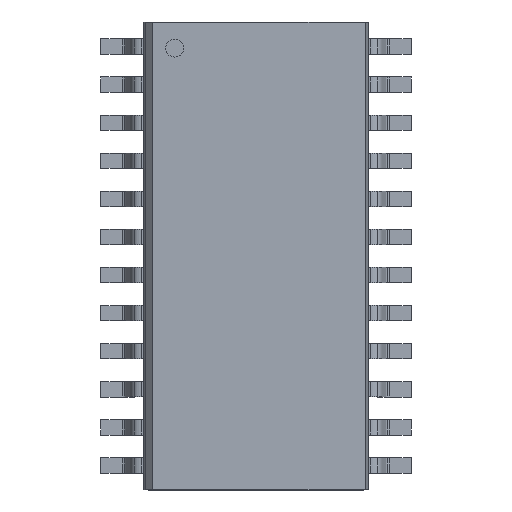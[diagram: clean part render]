
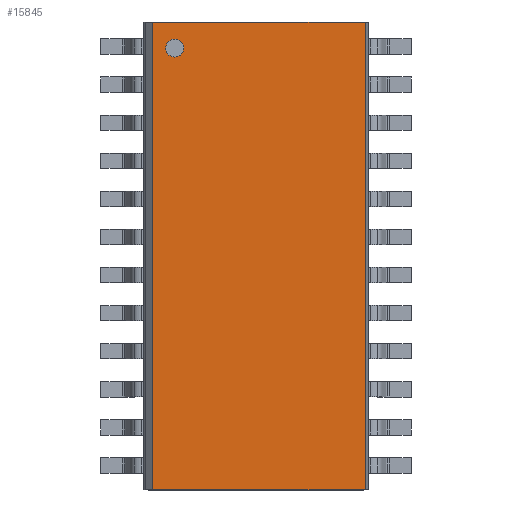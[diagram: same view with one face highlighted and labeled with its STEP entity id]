
A CAD part, top view. The second image highlights one B-rep face of the part: STEP entity #15845.
In plain terms, the highlighted planar face has unit normal (0, 0, 1).
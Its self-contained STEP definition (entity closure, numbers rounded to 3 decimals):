
#15609=CARTESIAN_POINT('',(-3.01,6.929,1.68));
#15610=VERTEX_POINT('',#15609);
#15626=CARTESIAN_POINT('',(-2.41,6.929,1.68));
#15627=VERTEX_POINT('',#15626);
#15634=CARTESIAN_POINT('',(-2.71,6.929,1.68));
#15635=DIRECTION('',(0.0,0.0,-1.0));
#15636=DIRECTION('',(-1.0,0.0,0.0));
#15637=AXIS2_PLACEMENT_3D('',#15634,#15635,#15636);
#15638=CIRCLE('',#15637,0.3);
#15639=EDGE_CURVE('',#15610,#15627,#15638,.T.);
#15650=CARTESIAN_POINT('',(-2.71,6.929,1.68));
#15651=DIRECTION('',(0.0,0.0,-1.0));
#15652=DIRECTION('',(-1.0,0.0,0.0));
#15653=AXIS2_PLACEMENT_3D('',#15650,#15651,#15652);
#15654=CIRCLE('',#15653,0.3);
#15655=EDGE_CURVE('',#15627,#15610,#15654,.T.);
#15785=CARTESIAN_POINT('',(-3.443,-7.8,1.68));
#15786=VERTEX_POINT('',#15785);
#15793=CARTESIAN_POINT('',(-3.443,7.8,1.68));
#15794=VERTEX_POINT('',#15793);
#15795=CARTESIAN_POINT('',(-3.443,7.8,1.68));
#15796=DIRECTION('',(0.0,-1.0,0.0));
#15797=VECTOR('',#15796,15.6);
#15798=LINE('',#15795,#15797);
#15799=EDGE_CURVE('',#15794,#15786,#15798,.T.);
#15811=CARTESIAN_POINT('',(-3.443,7.8,1.68));
#15812=DIRECTION('',(0.0,0.0,1.0));
#15813=DIRECTION('',(1.0,0.0,0.0));
#15814=AXIS2_PLACEMENT_3D('',#15811,#15812,#15813);
#15815=PLANE('',#15814);
#15816=CARTESIAN_POINT('',(3.637,-7.8,1.68));
#15817=VERTEX_POINT('',#15816);
#15818=CARTESIAN_POINT('',(-3.443,-7.8,1.68));
#15819=DIRECTION('',(1.0,0.0,0.0));
#15820=VECTOR('',#15819,7.08);
#15821=LINE('',#15818,#15820);
#15822=EDGE_CURVE('',#15786,#15817,#15821,.T.);
#15823=ORIENTED_EDGE('',*,*,#15822,.T.);
#15824=CARTESIAN_POINT('',(3.637,7.8,1.68));
#15825=VERTEX_POINT('',#15824);
#15826=CARTESIAN_POINT('',(3.637,7.8,1.68));
#15827=DIRECTION('',(0.0,-1.0,0.0));
#15828=VECTOR('',#15827,15.6);
#15829=LINE('',#15826,#15828);
#15830=EDGE_CURVE('',#15825,#15817,#15829,.T.);
#15831=ORIENTED_EDGE('',*,*,#15830,.F.);
#15832=CARTESIAN_POINT('',(-3.443,7.8,1.68));
#15833=DIRECTION('',(1.0,0.0,0.0));
#15834=VECTOR('',#15833,7.08);
#15835=LINE('',#15832,#15834);
#15836=EDGE_CURVE('',#15794,#15825,#15835,.T.);
#15837=ORIENTED_EDGE('',*,*,#15836,.F.);
#15838=ORIENTED_EDGE('',*,*,#15799,.T.);
#15839=EDGE_LOOP('',(#15823,#15831,#15837,#15838));
#15840=FACE_OUTER_BOUND('',#15839,.T.);
#15841=ORIENTED_EDGE('',*,*,#15639,.T.);
#15842=ORIENTED_EDGE('',*,*,#15655,.T.);
#15843=EDGE_LOOP('',(#15841,#15842));
#15844=FACE_BOUND('',#15843,.T.);
#15845=ADVANCED_FACE('',(#15840,#15844),#15815,.T.);
